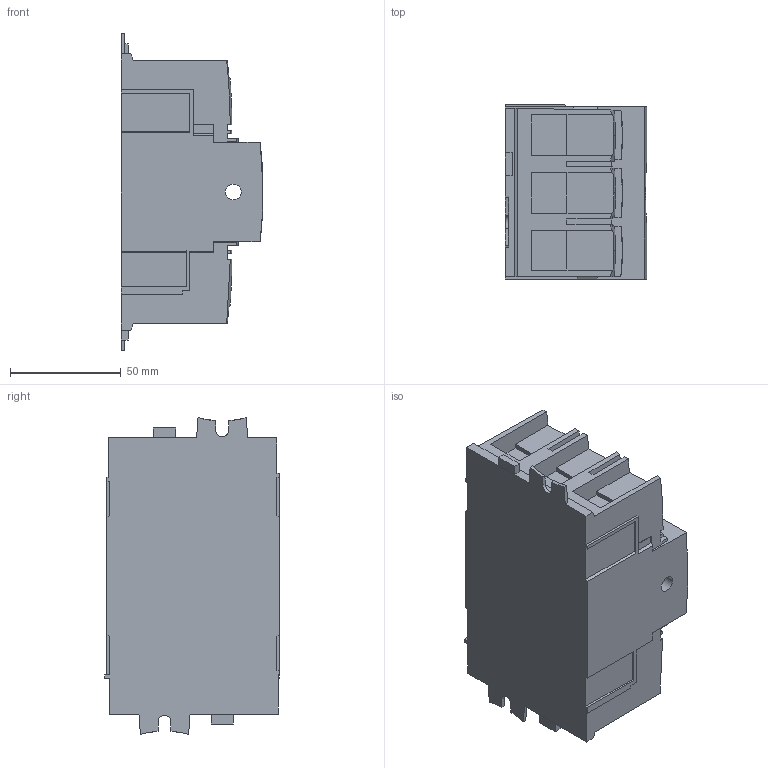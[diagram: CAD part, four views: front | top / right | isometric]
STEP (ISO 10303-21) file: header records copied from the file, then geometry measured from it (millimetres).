
FILE_DESCRIPTION (( 'STEP AP214' ), '1' );
FILE_NAME ('22003010-UL.step', '2016-05-09T12:18:58', ( '' ), ( '' ), 'SwSTEP 2.0', 'SolidWorks 2015', '' );
FILE_SCHEMA (( 'AUTOMOTIVE_DESIGN' ));
Length unit declared in the file: inch
Products named in the file (1): 22003010-UL
Bounding box: 63.97 x 78.81 x 142.73 mm (x, y, z)
Volume: 457594.8 mm3; surface area: 53737.8 mm2
Topology: 1 solids, 1 shells, 274 faces, 771 edges, 504 vertices
Faces by surface type: plane 210, cylinder 45, bspline 19
Entity records: 9429 total; most frequent: CARTESIAN_POINT 2626, ORIENTED_EDGE 1542, DIRECTION 1224, EDGE_CURVE 771, VECTOR 584, LINE 584, VERTEX_POINT 504, AXIS2_PLACEMENT_3D 320
